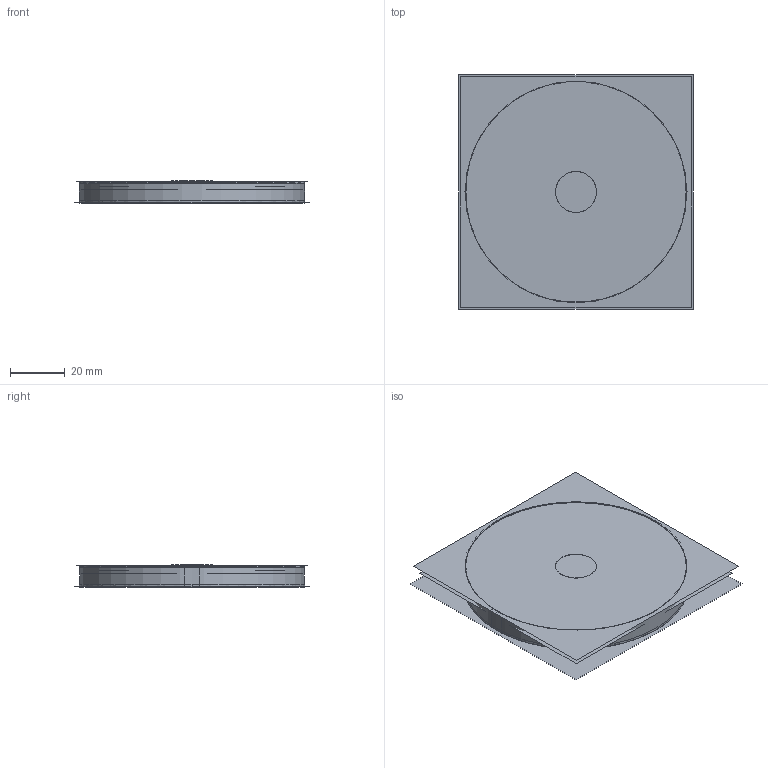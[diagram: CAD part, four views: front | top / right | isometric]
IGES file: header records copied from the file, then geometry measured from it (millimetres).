
Start section:  PTC IGES file: 20-512.igs
Global section: file name: 20-512.igs; native system: Creo Parametric by PTC Inc.; preprocessor: 2023134; author: ChavanR; organization: Unknown; date: 20240207.233911; units: inch
Bounding box: 85.85 x 85.85 x 8.22 mm (x, y, z)
Surface area: 87368.5 mm2 (no closed solid volume)
Topology: 0 solids, 0 shells, 52 faces, 660 edges, 881 vertices
Faces by surface type: revolution 40, bspline 12
